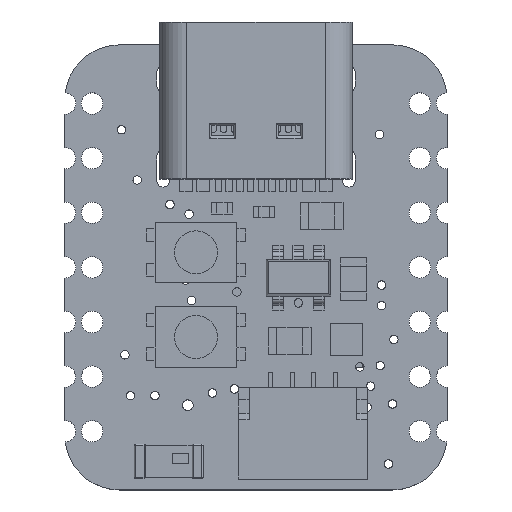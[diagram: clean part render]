
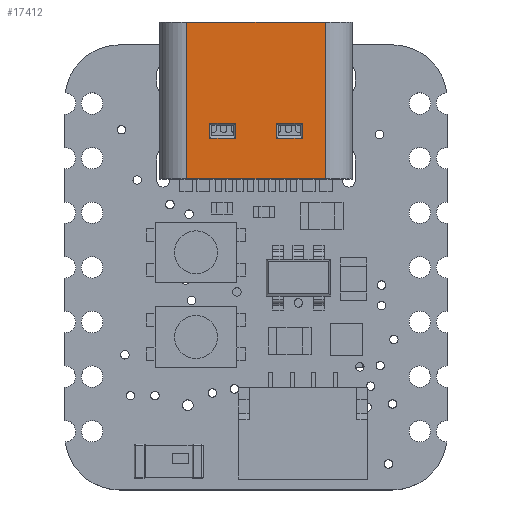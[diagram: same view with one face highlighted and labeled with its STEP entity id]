
A CAD part, top view. The second image highlights one B-rep face of the part: STEP entity #17412.
In plain terms, the highlighted planar face has unit normal (0, 0, 1).
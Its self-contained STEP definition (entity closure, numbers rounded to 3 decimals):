
#409=FACE_BOUND('',#2521,.T.);
#410=FACE_BOUND('',#2522,.T.);
#629=PLANE('',#18896);
#1450=FACE_OUTER_BOUND('',#2520,.T.);
#2520=EDGE_LOOP('',(#13304,#13305,#13306,#13307));
#2521=EDGE_LOOP('',(#13308,#13309,#13310,#13311));
#2522=EDGE_LOOP('',(#13312,#13313,#13314,#13315));
#4343=LINE('',#26809,#6237);
#4358=LINE('',#26875,#6252);
#4359=LINE('',#26877,#6253);
#4360=LINE('',#26878,#6254);
#4361=LINE('',#26881,#6255);
#4362=LINE('',#26883,#6256);
#4363=LINE('',#26885,#6257);
#4364=LINE('',#26886,#6258);
#4365=LINE('',#26889,#6259);
#4366=LINE('',#26891,#6260);
#4367=LINE('',#26893,#6261);
#4368=LINE('',#26894,#6262);
#6237=VECTOR('',#21744,6.44);
#6252=VECTOR('',#21817,7.3);
#6253=VECTOR('',#21818,6.44);
#6254=VECTOR('',#21819,7.3);
#6255=VECTOR('',#21820,1.2);
#6256=VECTOR('',#21821,0.7);
#6257=VECTOR('',#21822,1.2);
#6258=VECTOR('',#21823,0.7);
#6259=VECTOR('',#21824,1.2);
#6260=VECTOR('',#21825,0.7);
#6261=VECTOR('',#21826,1.2);
#6262=VECTOR('',#21827,0.7);
#8151=VERTEX_POINT('',#26806);
#8152=VERTEX_POINT('',#26808);
#8174=VERTEX_POINT('',#26874);
#8175=VERTEX_POINT('',#26876);
#8176=VERTEX_POINT('',#26879);
#8177=VERTEX_POINT('',#26880);
#8178=VERTEX_POINT('',#26882);
#8179=VERTEX_POINT('',#26884);
#8180=VERTEX_POINT('',#26887);
#8181=VERTEX_POINT('',#26888);
#8182=VERTEX_POINT('',#26890);
#8183=VERTEX_POINT('',#26892);
#10041=EDGE_CURVE('',#8152,#8151,#4343,.T.);
#10077=EDGE_CURVE('',#8151,#8174,#4358,.F.);
#10078=EDGE_CURVE('',#8175,#8174,#4359,.T.);
#10079=EDGE_CURVE('',#8175,#8152,#4360,.T.);
#10080=EDGE_CURVE('',#8176,#8177,#4361,.T.);
#10081=EDGE_CURVE('',#8177,#8178,#4362,.T.);
#10082=EDGE_CURVE('',#8178,#8179,#4363,.T.);
#10083=EDGE_CURVE('',#8179,#8176,#4364,.T.);
#10084=EDGE_CURVE('',#8180,#8181,#4365,.T.);
#10085=EDGE_CURVE('',#8181,#8182,#4366,.T.);
#10086=EDGE_CURVE('',#8182,#8183,#4367,.T.);
#10087=EDGE_CURVE('',#8183,#8180,#4368,.T.);
#13304=ORIENTED_EDGE('',*,*,#10041,.T.);
#13305=ORIENTED_EDGE('',*,*,#10077,.T.);
#13306=ORIENTED_EDGE('',*,*,#10078,.F.);
#13307=ORIENTED_EDGE('',*,*,#10079,.T.);
#13308=ORIENTED_EDGE('',*,*,#10080,.T.);
#13309=ORIENTED_EDGE('',*,*,#10081,.T.);
#13310=ORIENTED_EDGE('',*,*,#10082,.T.);
#13311=ORIENTED_EDGE('',*,*,#10083,.T.);
#13312=ORIENTED_EDGE('',*,*,#10084,.T.);
#13313=ORIENTED_EDGE('',*,*,#10085,.T.);
#13314=ORIENTED_EDGE('',*,*,#10086,.T.);
#13315=ORIENTED_EDGE('',*,*,#10087,.T.);
#17412=ADVANCED_FACE('',(#1450,#409,#410),#629,.F.);
#18896=AXIS2_PLACEMENT_3D('',#26873,#21815,#21816);
#21744=DIRECTION('',(-1.,0.,0.));
#21815=DIRECTION('center_axis',(0.,0.,-1.));
#21816=DIRECTION('ref_axis',(1.,0.,0.));
#21817=DIRECTION('',(0.,1.,0.));
#21818=DIRECTION('',(-1.,0.,0.));
#21819=DIRECTION('',(0.,1.,0.));
#21820=DIRECTION('',(1.,0.,0.));
#21821=DIRECTION('',(0.,-1.,0.));
#21822=DIRECTION('',(-1.,0.,0.));
#21823=DIRECTION('',(0.,1.,0.));
#21824=DIRECTION('',(1.,0.,0.));
#21825=DIRECTION('',(0.,-1.,0.));
#21826=DIRECTION('',(-1.,0.,0.));
#21827=DIRECTION('',(0.,1.,0.));
#26806=CARTESIAN_POINT('',(-3.22,3.45,3.2));
#26808=CARTESIAN_POINT('',(3.22,3.45,3.2));
#26809=CARTESIAN_POINT('',(3.22,3.45,3.2));
#26873=CARTESIAN_POINT('Origin',(-4.47,-3.85,3.2));
#26874=CARTESIAN_POINT('',(-3.22,-3.85,3.2));
#26875=CARTESIAN_POINT('',(-3.22,-3.85,3.2));
#26876=CARTESIAN_POINT('',(3.22,-3.85,3.2));
#26877=CARTESIAN_POINT('',(3.22,-3.85,3.2));
#26878=CARTESIAN_POINT('',(3.22,-3.85,3.2));
#26879=CARTESIAN_POINT('',(-2.15,1.55,3.2));
#26880=CARTESIAN_POINT('',(-0.95,1.55,3.2));
#26881=CARTESIAN_POINT('',(-2.15,1.55,3.2));
#26882=CARTESIAN_POINT('',(-0.95,0.85,3.2));
#26883=CARTESIAN_POINT('',(-0.95,1.55,3.2));
#26884=CARTESIAN_POINT('',(-2.15,0.85,3.2));
#26885=CARTESIAN_POINT('',(-0.95,0.85,3.2));
#26886=CARTESIAN_POINT('',(-2.15,0.85,3.2));
#26887=CARTESIAN_POINT('',(0.95,1.55,3.2));
#26888=CARTESIAN_POINT('',(2.15,1.55,3.2));
#26889=CARTESIAN_POINT('',(0.95,1.55,3.2));
#26890=CARTESIAN_POINT('',(2.15,0.85,3.2));
#26891=CARTESIAN_POINT('',(2.15,1.55,3.2));
#26892=CARTESIAN_POINT('',(0.95,0.85,3.2));
#26893=CARTESIAN_POINT('',(2.15,0.85,3.2));
#26894=CARTESIAN_POINT('',(0.95,0.85,3.2));
